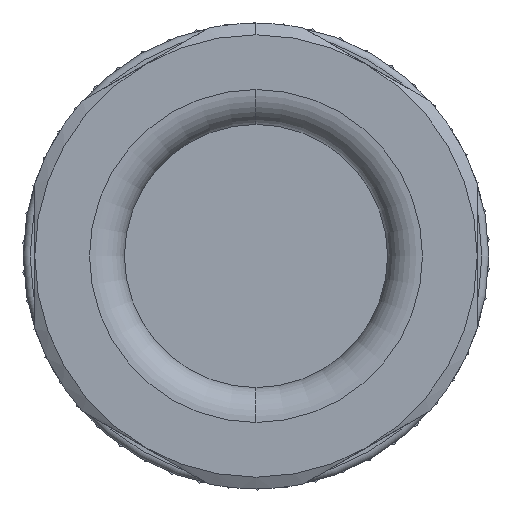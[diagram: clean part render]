
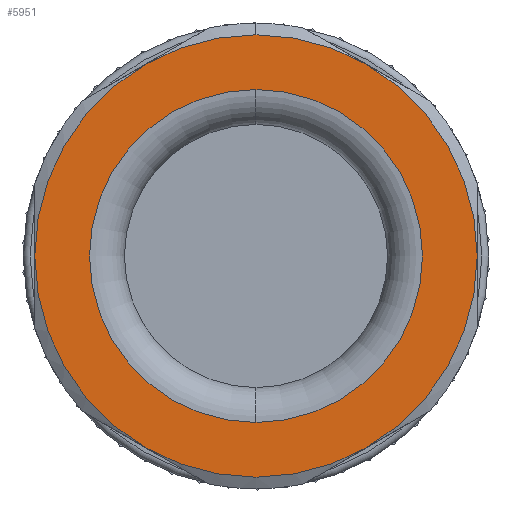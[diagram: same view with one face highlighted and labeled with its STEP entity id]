
A CAD part, left-side view. The second image highlights one B-rep face of the part: STEP entity #5951.
In plain terms, the highlighted planar face has unit normal (-1, 0, 0).
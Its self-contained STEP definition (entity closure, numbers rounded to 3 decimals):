
#170 = DIRECTION ( 'NONE',  ( 0., 0., -1. ) ) ;
#232 = ORIENTED_EDGE ( 'NONE', *, *, #13911, .T. ) ;
#375 = VERTEX_POINT ( 'NONE', #13095 ) ;
#641 = AXIS2_PLACEMENT_3D ( 'NONE', #14584, #3452, #7983 ) ;
#923 = VERTEX_POINT ( 'NONE', #4938 ) ;
#1031 = DIRECTION ( 'NONE',  ( 0., 0., -1. ) ) ;
#1134 = VERTEX_POINT ( 'NONE', #3104 ) ;
#1495 = CIRCLE ( 'NONE', #641, 9.5 ) ;
#2317 = AXIS2_PLACEMENT_3D ( 'NONE', #8032, #14808, #7953 ) ;
#2447 = DIRECTION ( 'NONE',  ( 0., 0., 1. ) ) ;
#2629 = AXIS2_PLACEMENT_3D ( 'NONE', #6680, #13539, #9313 ) ;
#2667 = DIRECTION ( 'NONE',  ( 0., 0., -1. ) ) ;
#2958 = AXIS2_PLACEMENT_3D ( 'NONE', #11792, #10180, #15850 ) ;
#3104 = CARTESIAN_POINT ( 'NONE',  ( 0., 9.5, 0. ) ) ;
#3416 = CARTESIAN_POINT ( 'NONE',  ( 0., 0., 0. ) ) ;
#3452 = DIRECTION ( 'NONE',  ( -1., 0., 0. ) ) ;
#3765 = AXIS2_PLACEMENT_3D ( 'NONE', #3416, #12015, #10580 ) ;
#3833 = ORIENTED_EDGE ( 'NONE', *, *, #12385, .T. ) ;
#3842 = AXIS2_PLACEMENT_3D ( 'NONE', #15060, #8293, #2667 ) ;
#3910 = ORIENTED_EDGE ( 'NONE', *, *, #8182, .T. ) ;
#4065 = VERTEX_POINT ( 'NONE', #8273 ) ;
#4938 = CARTESIAN_POINT ( 'NONE',  ( 0., 0., 7.15 ) ) ;
#5435 = PLANE ( 'NONE',  #12624 ) ;
#5515 = ORIENTED_EDGE ( 'NONE', *, *, #12573, .T. ) ;
#5951 = ADVANCED_FACE ( 'NONE', ( #17828, #8064 ), #5435, .T. ) ;
#6215 = CARTESIAN_POINT ( 'NONE',  ( 0., 0., 0. ) ) ;
#6590 = CARTESIAN_POINT ( 'NONE',  ( 0., 0., -7.15 ) ) ;
#6606 = EDGE_CURVE ( 'NONE', #923, #11094, #7913, .T. ) ;
#6680 = CARTESIAN_POINT ( 'NONE',  ( 0., 0., 0. ) ) ;
#6942 = CARTESIAN_POINT ( 'NONE',  ( 0., 4.75, -8.227 ) ) ;
#7056 = DIRECTION ( 'NONE',  ( -1., 0., 0. ) ) ;
#7119 = ORIENTED_EDGE ( 'NONE', *, *, #12948, .T. ) ;
#7242 = AXIS2_PLACEMENT_3D ( 'NONE', #12913, #7056, #170 ) ;
#7350 = AXIS2_PLACEMENT_3D ( 'NONE', #6215, #9451, #1031 ) ;
#7913 = CIRCLE ( 'NONE', #15694, 7.15 ) ;
#7953 = DIRECTION ( 'NONE',  ( 0., 0., -1. ) ) ;
#7983 = DIRECTION ( 'NONE',  ( 0., 0., -1. ) ) ;
#8032 = CARTESIAN_POINT ( 'NONE',  ( 0., 0., 0. ) ) ;
#8064 = FACE_BOUND ( 'NONE', #13434, .T. ) ;
#8182 = EDGE_CURVE ( 'NONE', #11162, #16249, #1495, .T. ) ;
#8273 = CARTESIAN_POINT ( 'NONE',  ( 0., 0., 9.5 ) ) ;
#8293 = DIRECTION ( 'NONE',  ( -1., 0., 0. ) ) ;
#8861 = EDGE_LOOP ( 'NONE', ( #232, #10984, #7119, #3910, #5515, #10701, #10106 ) ) ;
#9195 = EDGE_CURVE ( 'NONE', #1134, #13288, #14245, .T. ) ;
#9313 = DIRECTION ( 'NONE',  ( 0., 0., -1. ) ) ;
#9451 = DIRECTION ( 'NONE',  ( -1., 0., 0. ) ) ;
#10106 = ORIENTED_EDGE ( 'NONE', *, *, #11016, .T. ) ;
#10180 = DIRECTION ( 'NONE',  ( -1., 0., 0. ) ) ;
#10414 = CIRCLE ( 'NONE', #3765, 7.15 ) ;
#10580 = DIRECTION ( 'NONE',  ( 0., 0., -1. ) ) ;
#10629 = DIRECTION ( 'NONE',  ( 0., 0., -1. ) ) ;
#10701 = ORIENTED_EDGE ( 'NONE', *, *, #15159, .T. ) ;
#10983 = CIRCLE ( 'NONE', #2317, 9.5 ) ;
#10984 = ORIENTED_EDGE ( 'NONE', *, *, #9195, .T. ) ;
#11016 = EDGE_CURVE ( 'NONE', #4065, #12369, #15357, .T. ) ;
#11094 = VERTEX_POINT ( 'NONE', #6590 ) ;
#11131 = ORIENTED_EDGE ( 'NONE', *, *, #6606, .T. ) ;
#11162 = VERTEX_POINT ( 'NONE', #11382 ) ;
#11382 = CARTESIAN_POINT ( 'NONE',  ( 0., -4.75, -8.227 ) ) ;
#11792 = CARTESIAN_POINT ( 'NONE',  ( 0., 0., 0. ) ) ;
#12015 = DIRECTION ( 'NONE',  ( 1., 0., 0. ) ) ;
#12063 = DIRECTION ( 'NONE',  ( 1., 0., 0. ) ) ;
#12369 = VERTEX_POINT ( 'NONE', #15804 ) ;
#12385 = EDGE_CURVE ( 'NONE', #11094, #923, #10414, .T. ) ;
#12573 = EDGE_CURVE ( 'NONE', #16249, #375, #10983, .T. ) ;
#12624 = AXIS2_PLACEMENT_3D ( 'NONE', #13742, #13564, #2447 ) ;
#12822 = CIRCLE ( 'NONE', #7350, 9.5 ) ;
#12913 = CARTESIAN_POINT ( 'NONE',  ( 0., 0., 0. ) ) ;
#12948 = EDGE_CURVE ( 'NONE', #13288, #11162, #15032, .T. ) ;
#13095 = CARTESIAN_POINT ( 'NONE',  ( 0., -4.75, 8.227 ) ) ;
#13237 = CARTESIAN_POINT ( 'NONE',  ( 0., 0., 0. ) ) ;
#13288 = VERTEX_POINT ( 'NONE', #6942 ) ;
#13434 = EDGE_LOOP ( 'NONE', ( #3833, #11131 ) ) ;
#13539 = DIRECTION ( 'NONE',  ( -1., 0., 0. ) ) ;
#13564 = DIRECTION ( 'NONE',  ( -1., 0., 0. ) ) ;
#13742 = CARTESIAN_POINT ( 'NONE',  ( 0., 0., 0. ) ) ;
#13911 = EDGE_CURVE ( 'NONE', #12369, #1134, #15958, .T. ) ;
#14245 = CIRCLE ( 'NONE', #3842, 9.5 ) ;
#14584 = CARTESIAN_POINT ( 'NONE',  ( 0., 0., 0. ) ) ;
#14808 = DIRECTION ( 'NONE',  ( -1., 0., 0. ) ) ;
#15032 = CIRCLE ( 'NONE', #7242, 9.5 ) ;
#15060 = CARTESIAN_POINT ( 'NONE',  ( 0., 0., 0. ) ) ;
#15159 = EDGE_CURVE ( 'NONE', #375, #4065, #12822, .T. ) ;
#15357 = CIRCLE ( 'NONE', #2629, 9.5 ) ;
#15694 = AXIS2_PLACEMENT_3D ( 'NONE', #13237, #12063, #10629 ) ;
#15804 = CARTESIAN_POINT ( 'NONE',  ( 0., 4.75, 8.227 ) ) ;
#15850 = DIRECTION ( 'NONE',  ( 0., 0., -1. ) ) ;
#15958 = CIRCLE ( 'NONE', #2958, 9.5 ) ;
#16249 = VERTEX_POINT ( 'NONE', #17607 ) ;
#17607 = CARTESIAN_POINT ( 'NONE',  ( 0., -9.5, 0. ) ) ;
#17828 = FACE_OUTER_BOUND ( 'NONE', #8861, .T. ) ;
